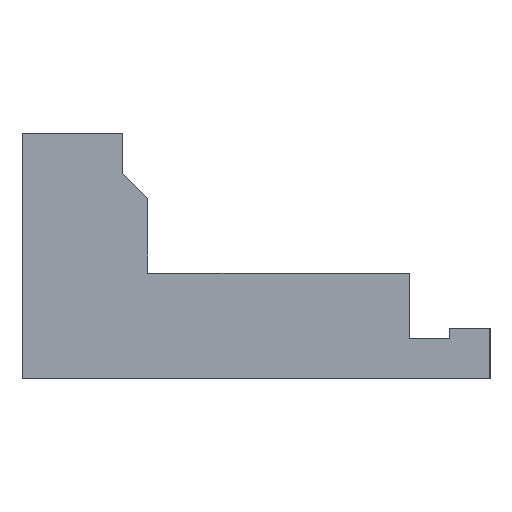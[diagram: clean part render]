
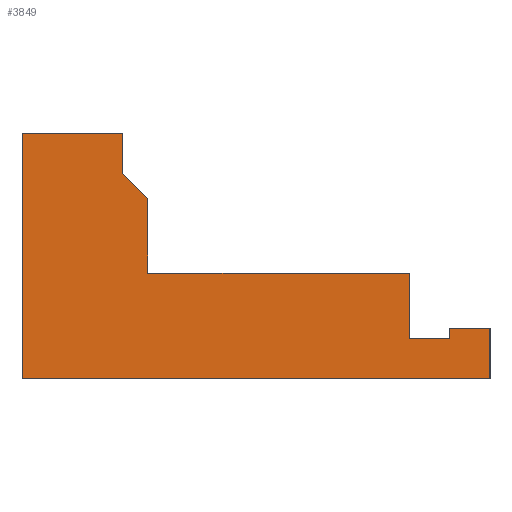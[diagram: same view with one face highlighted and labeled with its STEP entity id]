
A CAD part, left-side view. The second image highlights one B-rep face of the part: STEP entity #3849.
In plain terms, the highlighted planar face has unit normal (-1, 0, 0).
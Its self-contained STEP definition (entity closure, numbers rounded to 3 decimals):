
#197=LINE('',#5249,#707);
#203=LINE('',#5260,#713);
#206=LINE('',#5266,#716);
#223=LINE('',#5301,#733);
#225=LINE('',#5305,#735);
#230=LINE('',#5315,#740);
#236=LINE('',#5327,#746);
#300=LINE('',#5455,#810);
#302=LINE('',#5458,#812);
#303=LINE('',#5461,#813);
#304=LINE('',#5463,#814);
#305=LINE('',#5464,#815);
#707=VECTOR('',#4291,10.);
#713=VECTOR('',#4299,10.);
#716=VECTOR('',#4304,10.);
#733=VECTOR('',#4327,10.);
#735=VECTOR('',#4331,1000.);
#740=VECTOR('',#4338,1000.);
#746=VECTOR('',#4346,1000.);
#810=VECTOR('',#4462,1000.);
#812=VECTOR('',#4466,10.);
#813=VECTOR('',#4469,1000.);
#814=VECTOR('',#4470,1000.);
#815=VECTOR('',#4471,1000.);
#1275=FACE_OUTER_BOUND('',#1481,.T.);
#1481=EDGE_LOOP('',(#2781,#2782,#2783,#2784,#2785,#2786,#2787,#2788,#2789,
#2790,#2791,#2792));
#1689=VERTEX_POINT('',#5246);
#1690=VERTEX_POINT('',#5248);
#1694=VERTEX_POINT('',#5258);
#1696=VERTEX_POINT('',#5264);
#1711=VERTEX_POINT('',#5300);
#1712=VERTEX_POINT('',#5304);
#1716=VERTEX_POINT('',#5314);
#1721=VERTEX_POINT('',#5326);
#1758=VERTEX_POINT('',#5452);
#1759=VERTEX_POINT('',#5454);
#1760=VERTEX_POINT('',#5460);
#1761=VERTEX_POINT('',#5462);
#2043=EDGE_CURVE('',#1690,#1689,#197,.T.);
#2049=EDGE_CURVE('',#1689,#1694,#203,.T.);
#2052=EDGE_CURVE('',#1694,#1696,#206,.T.);
#2069=EDGE_CURVE('',#1711,#1690,#223,.T.);
#2071=EDGE_CURVE('',#1712,#1711,#225,.T.);
#2076=EDGE_CURVE('',#1712,#1716,#230,.T.);
#2082=EDGE_CURVE('',#1721,#1716,#236,.T.);
#2146=EDGE_CURVE('',#1758,#1759,#300,.T.);
#2148=EDGE_CURVE('',#1696,#1759,#302,.T.);
#2149=EDGE_CURVE('',#1760,#1758,#303,.T.);
#2150=EDGE_CURVE('',#1761,#1760,#304,.T.);
#2151=EDGE_CURVE('',#1721,#1761,#305,.T.);
#2781=ORIENTED_EDGE('',*,*,#2148,.T.);
#2782=ORIENTED_EDGE('',*,*,#2146,.F.);
#2783=ORIENTED_EDGE('',*,*,#2149,.F.);
#2784=ORIENTED_EDGE('',*,*,#2150,.F.);
#2785=ORIENTED_EDGE('',*,*,#2151,.F.);
#2786=ORIENTED_EDGE('',*,*,#2082,.T.);
#2787=ORIENTED_EDGE('',*,*,#2076,.F.);
#2788=ORIENTED_EDGE('',*,*,#2071,.T.);
#2789=ORIENTED_EDGE('',*,*,#2069,.T.);
#2790=ORIENTED_EDGE('',*,*,#2043,.T.);
#2791=ORIENTED_EDGE('',*,*,#2049,.T.);
#2792=ORIENTED_EDGE('',*,*,#2052,.T.);
#3655=PLANE('',#4073);
#3849=ADVANCED_FACE('',(#1275),#3655,.T.);
#4073=AXIS2_PLACEMENT_3D('',#5459,#4467,#4468);
#4291=DIRECTION('',(0.,0.,1.));
#4299=DIRECTION('',(0.,1.,0.));
#4304=DIRECTION('',(0.,0.,-1.));
#4327=DIRECTION('',(0.,0.707,0.707));
#4331=DIRECTION('',(0.,0.,1.));
#4338=DIRECTION('',(0.,-1.,0.));
#4346=DIRECTION('',(0.,0.,1.));
#4462=DIRECTION('',(0.,0.,-1.));
#4466=DIRECTION('',(0.,-1.,0.));
#4467=DIRECTION('center_axis',(-1.,0.,0.));
#4468=DIRECTION('ref_axis',(0.,0.,1.));
#4469=DIRECTION('',(0.,-1.,0.));
#4470=DIRECTION('',(0.,0.,1.));
#4471=DIRECTION('',(0.,-1.,0.));
#5246=CARTESIAN_POINT('',(-15.325,18.25,12.2));
#5248=CARTESIAN_POINT('',(-15.325,18.25,10.2));
#5249=CARTESIAN_POINT('',(-15.325,18.25,4.05));
#5258=CARTESIAN_POINT('',(-15.325,23.25,12.2));
#5260=CARTESIAN_POINT('',(-15.325,11.375,12.2));
#5264=CARTESIAN_POINT('',(-15.325,23.25,0.));
#5266=CARTESIAN_POINT('',(-15.325,23.25,9.15));
#5300=CARTESIAN_POINT('',(-15.325,17.,8.95));
#5301=CARTESIAN_POINT('',(-15.325,14.944,6.894));
#5304=CARTESIAN_POINT('',(-15.325,17.,5.25));
#5305=CARTESIAN_POINT('',(-15.325,17.,8.725));
#5314=CARTESIAN_POINT('',(-15.325,4.,5.25));
#5315=CARTESIAN_POINT('',(-15.325,17.,5.25));
#5326=CARTESIAN_POINT('',(-15.325,4.,2.));
#5327=CARTESIAN_POINT('',(-15.325,4.,2.));
#5452=CARTESIAN_POINT('',(-15.325,0.,2.5));
#5454=CARTESIAN_POINT('',(-15.325,0.,0.));
#5455=CARTESIAN_POINT('',(-15.325,0.,12.2));
#5458=CARTESIAN_POINT('',(-15.325,11.375,0.));
#5459=CARTESIAN_POINT('Origin',(-15.325,11.625,6.1));
#5460=CARTESIAN_POINT('',(-15.325,2.,2.5));
#5461=CARTESIAN_POINT('',(-15.325,7.125,2.5));
#5462=CARTESIAN_POINT('',(-15.325,2.,2.));
#5463=CARTESIAN_POINT('',(-15.325,2.,2.));
#5464=CARTESIAN_POINT('',(-15.325,7.125,2.));
